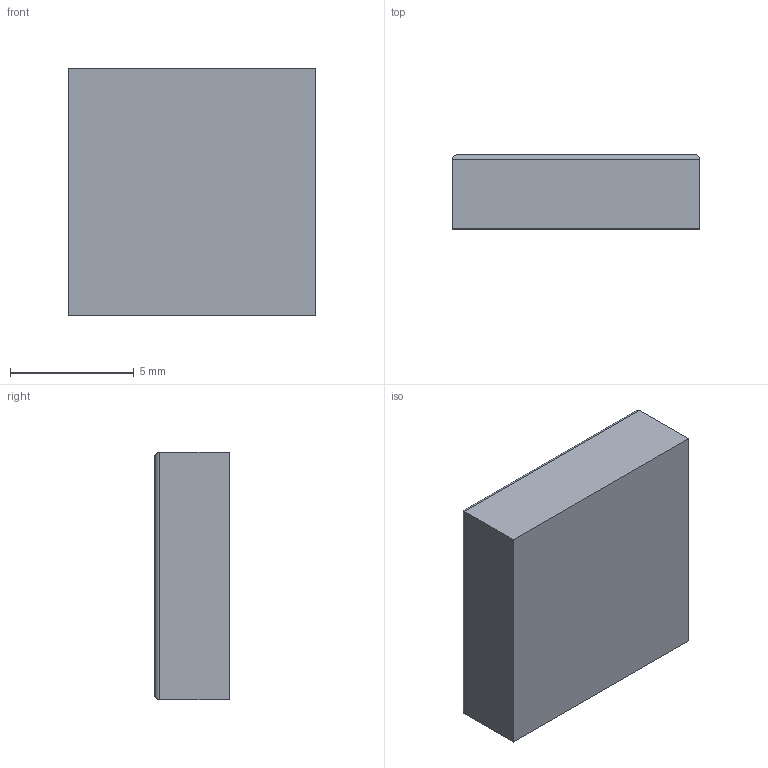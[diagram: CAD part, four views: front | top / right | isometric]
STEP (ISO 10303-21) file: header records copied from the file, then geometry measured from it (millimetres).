
FILE_DESCRIPTION (( 'STEP AP214' ), '1' );
FILE_NAME ('ESP8266-09.STEP', '2015-08-15T17:23:29', ( 'POE' ), ( '' ), 'SwSTEP 2.0', 'SolidWorks 2015', '' );
FILE_SCHEMA (( 'AUTOMOTIVE_DESIGN' ));
Length unit declared in the file: millimetre
Products named in the file (2): ESP8266-09
Bounding box: 10 x 3 x 10 mm (x, y, z)
Volume: 299.4 mm3; surface area: 321.3 mm2
Topology: 1 solids, 1 shells, 156 faces, 410 edges, 272 vertices
Faces by surface type: bspline 94, plane 58, cylinder 4
Entity records: 10976 total; most frequent: CARTESIAN_POINT 6690, ORIENTED_EDGE 820, EDGE_CURVE 410, DIRECTION 346, VERTEX_POINT 272, LINE 218, VECTOR 218, B_SPLINE_CURVE_WITH_KNOTS 188
